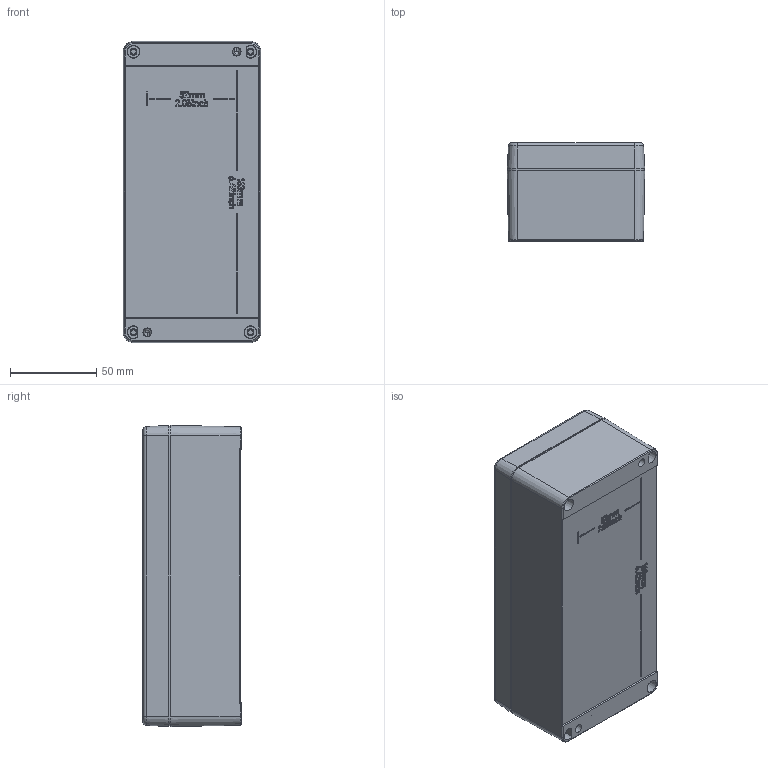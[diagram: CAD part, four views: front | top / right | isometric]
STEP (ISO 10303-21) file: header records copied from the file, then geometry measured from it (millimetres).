
FILE_DESCRIPTION( ( 'STEP AP214' ), '1' );
FILE_NAME( '15000701.stp', '2020-07-23T16:11:16', ( 'License CC BY-ND 4.0' ), ( 'CADENAS' ), ' ', 'PARTsolutions', ' ' );
FILE_SCHEMA( ( 'AUTOMOTIVE_DESIGN { 1 0 10303 214 1 1 1 1 }' ) );
Length unit declared in the file: millimetre
Products named in the file (16): 15000701; KASTEN-AL1808-6; KASTEN-AL1808-6-1; DECKEL-AL1808; DECKEL-AL1808-1; SCHRAUBE_AL-GEH_M4X20; SCHRAUBE_AL-GEH_M4X20-1
Assembly tree (21 placements, depth 2):
  15000701
    KASTEN-AL1808-6
    KASTEN-AL1808-6-1
    KASTEN-AL1808-6-1
    KASTEN-AL1808-6-1
    KASTEN-AL1808-6-1
    KASTEN-AL1808-6-1
    KASTEN-AL1808-6-1
    KASTEN-AL1808-6-1
    KASTEN-AL1808-6-1
    KASTEN-AL1808-6-1
    KASTEN-AL1808-6-1
    DECKEL-AL1808
    DECKEL-AL1808-1
    SCHRAUBE_AL-GEH_M4X20  x4
    SCHRAUBE_AL-GEH_M4X20-1  x4
Bounding box: 80 x 57 x 175 mm (x, y, z)
Volume: 198246.6 mm3; surface area: 118286.3 mm2
Topology: 6 solids, 32 shells, 1047 faces, 2750 edges, 1802 vertices
Faces by surface type: plane 453, extrusion 245, cylinder 145, torus 88, cone 88, bspline 24, sphere 4
Full cylindrical faces by diameter (mm): 3 x4, 3.25 x4, 3.5 x11, 4 x15, 4.5 x1, 6.4 x3, 7.2 x3
Entity records: 32244 total; most frequent: CARTESIAN_POINT 9710, ORIENTED_EDGE 4734, DIRECTION 3910, EDGE_CURVE 2407, VERTEX_POINT 1616, VECTOR 1540, LINE 1295, AXIS2_PLACEMENT_3D 1185
